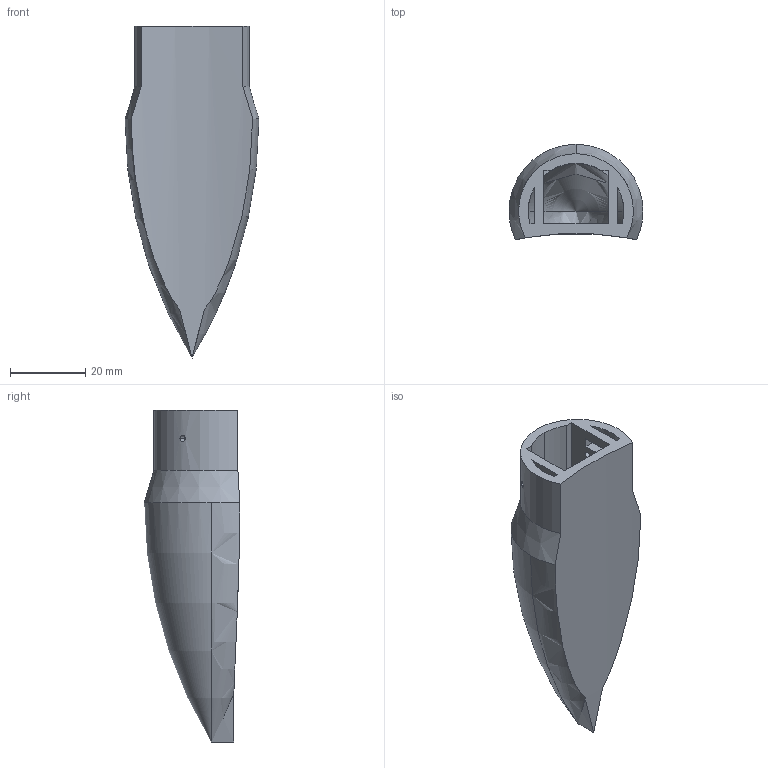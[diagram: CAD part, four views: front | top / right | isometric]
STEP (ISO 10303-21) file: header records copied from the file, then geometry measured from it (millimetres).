
FILE_DESCRIPTION (( 'STEP AP214' ), '1' );
FILE_NAME ('GPS Pod Rear Cone.STEP', '2024-02-06T02:00:37', ( '' ), ( '' ), 'SwSTEP 2.0', 'SolidWorks 2023', '' );
FILE_SCHEMA (( 'AUTOMOTIVE_DESIGN' ));
Length unit declared in the file: inch
Products named in the file (1): GPS Pod Rear Cone
Bounding box: 35.56 x 25.33 x 88.14 mm (x, y, z)
Volume: 21933 mm3; surface area: 14131.4 mm2
Topology: 1 solids, 1 shells, 44 faces, 130 edges, 82 vertices
Faces by surface type: plane 20, cylinder 13, torus 9, cone 2
Entity records: 1750 total; most frequent: CARTESIAN_POINT 605, ORIENTED_EDGE 250, DIRECTION 207, EDGE_CURVE 125, VERTEX_POINT 82, AXIS2_PLACEMENT_3D 72, VECTOR 63, LINE 63
